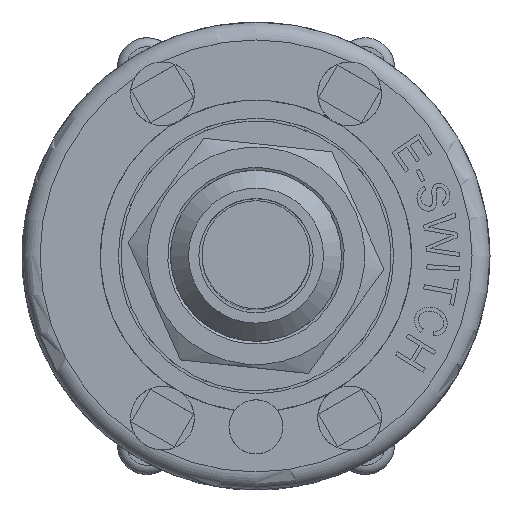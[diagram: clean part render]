
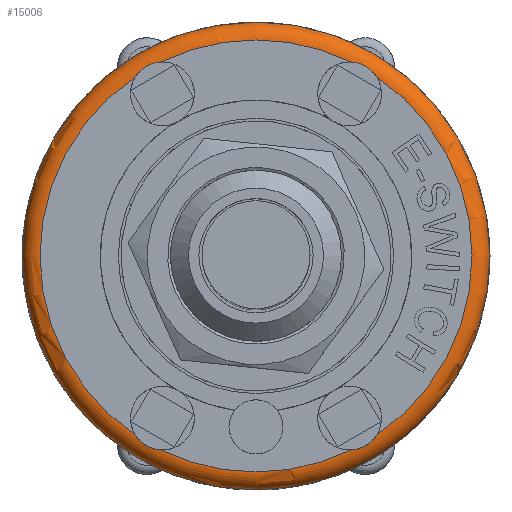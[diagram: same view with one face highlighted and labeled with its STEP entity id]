
A CAD part, top view. The second image highlights one B-rep face of the part: STEP entity #15006.
In plain terms, the highlighted toroidal (fillet/blend) face has major radius 12 mm and minor radius 1 mm.
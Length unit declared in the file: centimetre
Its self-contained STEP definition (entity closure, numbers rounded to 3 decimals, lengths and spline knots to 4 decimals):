
#26=TOROIDAL_SURFACE('',#15868,1.2,0.1);
#554=B_SPLINE_CURVE_WITH_KNOTS('',3,(#25879,#25880,#25881,#25882,#25883,
#25884,#25885,#25886,#25887,#25888,#25889,#25890),.UNSPECIFIED.,.F.,.F.,
(4,2,2,2,2,4),(-0.2692,-0.2446,-0.216,
-0.1921,-0.1645,-0.1357),.UNSPECIFIED.);
#555=B_SPLINE_CURVE_WITH_KNOTS('',3,(#25902,#25903,#25904,#25905,#25906,
#25907,#25908,#25909,#25910,#25911,#25912,#25913),.UNSPECIFIED.,.F.,.F.,
(4,2,2,2,2,4),(-0.2692,-0.2446,-0.216,
-0.1921,-0.1645,-0.1357),.UNSPECIFIED.);
#556=B_SPLINE_CURVE_WITH_KNOTS('',3,(#25930,#25931,#25932,#25933,#25934,
#25935,#25936,#25937,#25938,#25939,#25940,#25941),.UNSPECIFIED.,.F.,.F.,
(4,2,2,2,2,4),(-0.2692,-0.2446,-0.216,
-0.1921,-0.1645,-0.1357),.UNSPECIFIED.);
#557=B_SPLINE_CURVE_WITH_KNOTS('',3,(#25963,#25964,#25965,#25966,#25967,
#25968,#25969,#25970,#25971,#25972,#25973,#25974),.UNSPECIFIED.,.F.,.F.,
(4,2,2,2,2,4),(-0.2692,-0.2446,-0.216,
-0.1921,-0.1645,-0.1357),.UNSPECIFIED.);
#2026=FACE_OUTER_BOUND('',#2915,.T.);
#2915=EDGE_LOOP('',(#13918,#13919,#13920,#13921,#13922,#13923,#13924,#13925,
#13926,#13927,#13928,#13929));
#6274=CIRCLE('',#15821,1.3);
#6301=CIRCLE('',#15869,0.1);
#6302=CIRCLE('',#15870,1.2);
#6303=CIRCLE('',#15871,1.2);
#6304=CIRCLE('',#15872,1.2);
#6305=CIRCLE('',#15873,1.2);
#6306=CIRCLE('',#15874,1.2);
#7694=VERTEX_POINT('',#25841);
#7702=VERTEX_POINT('',#25877);
#7703=VERTEX_POINT('',#25878);
#7706=VERTEX_POINT('',#25900);
#7707=VERTEX_POINT('',#25901);
#7712=VERTEX_POINT('',#25928);
#7713=VERTEX_POINT('',#25929);
#7720=VERTEX_POINT('',#25961);
#7721=VERTEX_POINT('',#25962);
#7724=VERTEX_POINT('',#25984);
#9804=EDGE_CURVE('',#7694,#7694,#6274,.T.);
#9822=EDGE_CURVE('',#7702,#7703,#554,.T.);
#9828=EDGE_CURVE('',#7706,#7707,#555,.T.);
#9836=EDGE_CURVE('',#7712,#7713,#556,.T.);
#9846=EDGE_CURVE('',#7720,#7721,#557,.T.);
#9852=EDGE_CURVE('',#7694,#7724,#6301,.T.);
#9853=EDGE_CURVE('',#7724,#7712,#6302,.T.);
#9854=EDGE_CURVE('',#7713,#7706,#6303,.T.);
#9855=EDGE_CURVE('',#7707,#7702,#6304,.T.);
#9856=EDGE_CURVE('',#7703,#7720,#6305,.T.);
#9857=EDGE_CURVE('',#7721,#7724,#6306,.T.);
#13918=ORIENTED_EDGE('',*,*,#9804,.T.);
#13919=ORIENTED_EDGE('',*,*,#9852,.T.);
#13920=ORIENTED_EDGE('',*,*,#9853,.T.);
#13921=ORIENTED_EDGE('',*,*,#9836,.T.);
#13922=ORIENTED_EDGE('',*,*,#9854,.T.);
#13923=ORIENTED_EDGE('',*,*,#9828,.T.);
#13924=ORIENTED_EDGE('',*,*,#9855,.T.);
#13925=ORIENTED_EDGE('',*,*,#9822,.T.);
#13926=ORIENTED_EDGE('',*,*,#9856,.T.);
#13927=ORIENTED_EDGE('',*,*,#9846,.T.);
#13928=ORIENTED_EDGE('',*,*,#9857,.T.);
#13929=ORIENTED_EDGE('',*,*,#9852,.F.);
#15006=ADVANCED_FACE('',(#2026),#26,.T.);
#15821=AXIS2_PLACEMENT_3D('',#25842,#18958,#18959);
#15868=AXIS2_PLACEMENT_3D('',#25983,#19069,#19070);
#15869=AXIS2_PLACEMENT_3D('',#25985,#19071,#19072);
#15870=AXIS2_PLACEMENT_3D('',#25986,#19073,#19074);
#15871=AXIS2_PLACEMENT_3D('',#25987,#19075,#19076);
#15872=AXIS2_PLACEMENT_3D('',#25988,#19077,#19078);
#15873=AXIS2_PLACEMENT_3D('',#25989,#19079,#19080);
#15874=AXIS2_PLACEMENT_3D('',#25990,#19081,#19082);
#18958=DIRECTION('center_axis',(0.,0.,1.));
#18959=DIRECTION('ref_axis',(-1.,0.,0.));
#19069=DIRECTION('center_axis',(0.,0.,-1.));
#19070=DIRECTION('ref_axis',(-1.,0.,0.));
#19071=DIRECTION('center_axis',(0.,-1.,0.));
#19072=DIRECTION('ref_axis',(1.,0.,0.));
#19073=DIRECTION('center_axis',(0.,0.,-1.));
#19074=DIRECTION('ref_axis',(-1.,0.,0.));
#19075=DIRECTION('center_axis',(0.,0.,-1.));
#19076=DIRECTION('ref_axis',(-1.,0.,0.));
#19077=DIRECTION('center_axis',(0.,0.,-1.));
#19078=DIRECTION('ref_axis',(-1.,0.,0.));
#19079=DIRECTION('center_axis',(0.,0.,-1.));
#19080=DIRECTION('ref_axis',(-1.,0.,0.));
#19081=DIRECTION('center_axis',(0.,0.,-1.));
#19082=DIRECTION('ref_axis',(-1.,0.,0.));
#25841=CARTESIAN_POINT('',(1.3,0.,0.95));
#25842=CARTESIAN_POINT('Origin',(0.,0.,0.95));
#25877=CARTESIAN_POINT('',(-0.67,0.9955,1.05));
#25878=CARTESIAN_POINT('',(-0.5271,1.078,1.05));
#25879=CARTESIAN_POINT('Ctrl Pts',(-0.67,0.9955,
1.05));
#25880=CARTESIAN_POINT('Ctrl Pts',(-0.6646,1.0041,
1.05));
#25881=CARTESIAN_POINT('Ctrl Pts',(-0.6583,1.0124,
1.0498));
#25882=CARTESIAN_POINT('Ctrl Pts',(-0.6428,1.0294,
1.0491));
#25883=CARTESIAN_POINT('Ctrl Pts',(-0.6335,1.0377,
1.0488));
#25884=CARTESIAN_POINT('Ctrl Pts',(-0.615,1.051,1.0484));
#25885=CARTESIAN_POINT('Ctrl Pts',(-0.6061,1.0563,
1.0484));
#25886=CARTESIAN_POINT('Ctrl Pts',(-0.5859,1.0659,1.0487));
#25887=CARTESIAN_POINT('Ctrl Pts',(-0.5747,1.07,1.049));
#25888=CARTESIAN_POINT('Ctrl Pts',(-0.551,1.0759,1.0497));
#25889=CARTESIAN_POINT('Ctrl Pts',(-0.539,1.0775,
1.05));
#25890=CARTESIAN_POINT('Ctrl Pts',(-0.5271,1.078,
1.05));
#25900=CARTESIAN_POINT('',(-0.5271,-1.078,1.05));
#25901=CARTESIAN_POINT('',(-0.67,-0.9955,1.05));
#25902=CARTESIAN_POINT('Ctrl Pts',(-0.5271,-1.078,
1.05));
#25903=CARTESIAN_POINT('Ctrl Pts',(-0.5373,-1.0776,
1.05));
#25904=CARTESIAN_POINT('Ctrl Pts',(-0.5476,-1.0763,
1.0498));
#25905=CARTESIAN_POINT('Ctrl Pts',(-0.5701,-1.0714,1.0491));
#25906=CARTESIAN_POINT('Ctrl Pts',(-0.5819,-1.0675,
1.0488));
#25907=CARTESIAN_POINT('Ctrl Pts',(-0.6027,-1.0581,
1.0484));
#25908=CARTESIAN_POINT('Ctrl Pts',(-0.6117,-1.053,
1.0484));
#25909=CARTESIAN_POINT('Ctrl Pts',(-0.6301,-1.0404,
1.0487));
#25910=CARTESIAN_POINT('Ctrl Pts',(-0.6393,-1.0327,
1.049));
#25911=CARTESIAN_POINT('Ctrl Pts',(-0.6562,-1.0151,
1.0497));
#25912=CARTESIAN_POINT('Ctrl Pts',(-0.6637,-1.0055,
1.05));
#25913=CARTESIAN_POINT('Ctrl Pts',(-0.67,-0.9955,
1.05));
#25928=CARTESIAN_POINT('',(0.67,-0.9955,1.05));
#25929=CARTESIAN_POINT('',(0.5271,-1.078,1.05));
#25930=CARTESIAN_POINT('Ctrl Pts',(0.67,-0.9955,
1.05));
#25931=CARTESIAN_POINT('Ctrl Pts',(0.6646,-1.0041,
1.05));
#25932=CARTESIAN_POINT('Ctrl Pts',(0.6583,-1.0124,
1.0498));
#25933=CARTESIAN_POINT('Ctrl Pts',(0.6428,-1.0294,
1.0491));
#25934=CARTESIAN_POINT('Ctrl Pts',(0.6335,-1.0377,
1.0488));
#25935=CARTESIAN_POINT('Ctrl Pts',(0.615,-1.051,
1.0484));
#25936=CARTESIAN_POINT('Ctrl Pts',(0.6061,-1.0563,
1.0484));
#25937=CARTESIAN_POINT('Ctrl Pts',(0.5859,-1.0659,1.0487));
#25938=CARTESIAN_POINT('Ctrl Pts',(0.5747,-1.07,1.049));
#25939=CARTESIAN_POINT('Ctrl Pts',(0.551,-1.0759,
1.0497));
#25940=CARTESIAN_POINT('Ctrl Pts',(0.539,-1.0775,
1.05));
#25941=CARTESIAN_POINT('Ctrl Pts',(0.5271,-1.078,
1.05));
#25961=CARTESIAN_POINT('',(0.5271,1.078,1.05));
#25962=CARTESIAN_POINT('',(0.67,0.9955,1.05));
#25963=CARTESIAN_POINT('Ctrl Pts',(0.5271,1.078,1.05));
#25964=CARTESIAN_POINT('Ctrl Pts',(0.5373,1.0776,1.05));
#25965=CARTESIAN_POINT('Ctrl Pts',(0.5476,1.0763,1.0498));
#25966=CARTESIAN_POINT('Ctrl Pts',(0.5701,1.0714,1.0491));
#25967=CARTESIAN_POINT('Ctrl Pts',(0.5819,1.0675,1.0488));
#25968=CARTESIAN_POINT('Ctrl Pts',(0.6027,1.0581,1.0484));
#25969=CARTESIAN_POINT('Ctrl Pts',(0.6117,1.053,1.0484));
#25970=CARTESIAN_POINT('Ctrl Pts',(0.6301,1.0404,1.0487));
#25971=CARTESIAN_POINT('Ctrl Pts',(0.6393,1.0327,1.049));
#25972=CARTESIAN_POINT('Ctrl Pts',(0.6562,1.0151,1.0497));
#25973=CARTESIAN_POINT('Ctrl Pts',(0.6637,1.0055,1.05));
#25974=CARTESIAN_POINT('Ctrl Pts',(0.67,0.9955,
1.05));
#25983=CARTESIAN_POINT('Origin',(0.,0.,0.95));
#25984=CARTESIAN_POINT('',(1.2,0.,1.05));
#25985=CARTESIAN_POINT('Origin',(1.2,0.,0.95));
#25986=CARTESIAN_POINT('Origin',(0.,0.,1.05));
#25987=CARTESIAN_POINT('Origin',(0.,0.,1.05));
#25988=CARTESIAN_POINT('Origin',(0.,0.,1.05));
#25989=CARTESIAN_POINT('Origin',(0.,0.,1.05));
#25990=CARTESIAN_POINT('Origin',(0.,0.,1.05));
